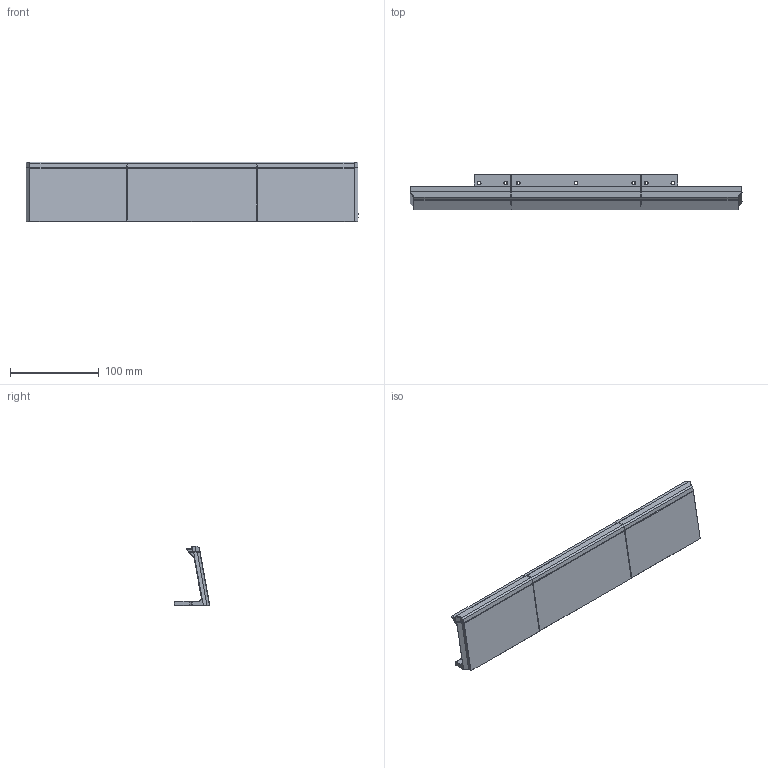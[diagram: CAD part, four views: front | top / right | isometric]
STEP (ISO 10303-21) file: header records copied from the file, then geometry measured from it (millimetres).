
FILE_DESCRIPTION(/* description */ (''),/* implementation_level */ '2;1');
FILE_NAME(/* name */ '250BlankSkirts.step',/* time_stamp */ '2021-08-19T07:55:38-04:00',/* author */ (''),/* organization */ (''),/* preprocessor_version */ 'ST-DEVELOPER v18.1',/* originating_system */ 'Autodesk Translation Framework v10.9.0.1377',/* authorisation */ '');
FILE_SCHEMA (('AUTOMOTIVE_DESIGN { 1 0 10303 214 3 1 1 }'));
Length unit declared in the file: millimetre
Products named in the file (11): 250BlankSkirts; Skirts; CenterSkirtBlank; CenterSkirt (1); CenterSkirtAccent; 250SideSkirtBlank; SideSkirt; SideSkirtAccent; 250SideSkirtBlank(Mirror); SideSkirt (1); SideSkirtAccent (1)
Assembly tree (10 placements, depth 4):
  250BlankSkirts
    Skirts
      CenterSkirtBlank
        CenterSkirt (1)
        CenterSkirtAccent
      250SideSkirtBlank
        SideSkirt
        SideSkirtAccent
      250SideSkirtBlank(Mirror)
        SideSkirt (1)
        SideSkirtAccent (1)
Bounding box: 373.19 x 40.21 x 67 mm (x, y, z)
Volume: 258063.2 mm3; surface area: 90687 mm2
Topology: 6 solids, 6 shells, 333 faces, 784 edges, 481 vertices
Faces by surface type: plane 255, cone 51, cylinder 27
Full cylindrical faces by diameter (mm): 3.4 x7, 4.5 x18
Entity records: 9625 total; most frequent: CARTESIAN_POINT 1619, DIRECTION 1597, ORIENTED_EDGE 1568, EDGE_CURVE 784, LINE 679, VECTOR 679, VERTEX_POINT 481, AXIS2_PLACEMENT_3D 459
